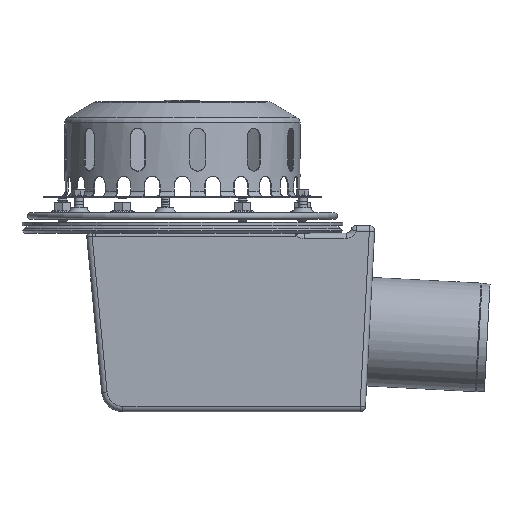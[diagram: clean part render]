
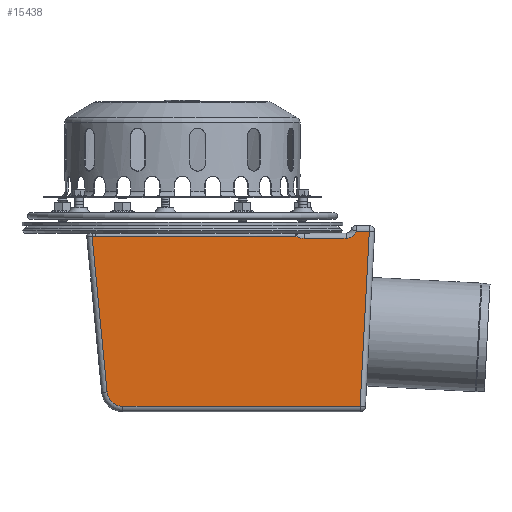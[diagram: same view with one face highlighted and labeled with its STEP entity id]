
A CAD part, front view. The second image highlights one B-rep face of the part: STEP entity #15438.
In plain terms, the highlighted planar face has unit normal (0, -1, 0).
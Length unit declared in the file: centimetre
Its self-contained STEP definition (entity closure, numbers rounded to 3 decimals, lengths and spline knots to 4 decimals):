
#175=B_SPLINE_CURVE_WITH_KNOTS('',3,(#24849,#24850,#24851,#24852,#24853),
 .UNSPECIFIED.,.F.,.F.,(4,1,4),(0.,3.4007,7.9349),
 .UNSPECIFIED.);
#1242=PLANE('',#16809);
#1827=FACE_OUTER_BOUND('',#2847,.T.);
#2847=EDGE_LOOP('',(#11600,#11601,#11602,#11603,#11604,#11605,#11606,#11607,
#11608,#11609,#11610,#11611,#11612,#11613,#11614));
#3737=LINE('',#24800,#4635);
#3738=LINE('',#24804,#4636);
#3739=LINE('',#24815,#4637);
#3740=LINE('',#24817,#4638);
#3747=LINE('',#24835,#4645);
#3748=LINE('',#24839,#4646);
#3749=LINE('',#24841,#4647);
#3750=LINE('',#24843,#4648);
#3751=LINE('',#24847,#4649);
#3752=LINE('',#24854,#4650);
#3753=LINE('',#24856,#4651);
#3754=LINE('',#24857,#4652);
#4635=VECTOR('',#19749,1.);
#4636=VECTOR('',#19754,1.);
#4637=VECTOR('',#19757,1.);
#4638=VECTOR('',#19758,1.);
#4645=VECTOR('',#19775,1.);
#4646=VECTOR('',#19778,1.);
#4647=VECTOR('',#19779,1.);
#4648=VECTOR('',#19780,1.);
#4649=VECTOR('',#19783,1.);
#4650=VECTOR('',#19784,1.);
#4651=VECTOR('',#19785,1.);
#4652=VECTOR('',#19786,1.);
#5641=CIRCLE('',#16810,15.);
#5642=CIRCLE('',#16811,10.);
#6637=VERTEX_POINT('',#24796);
#6638=VERTEX_POINT('',#24798);
#6639=VERTEX_POINT('',#24802);
#6640=VERTEX_POINT('',#24811);
#6642=VERTEX_POINT('',#24814);
#6643=VERTEX_POINT('',#24816);
#6649=VERTEX_POINT('',#24834);
#6650=VERTEX_POINT('',#24836);
#6651=VERTEX_POINT('',#24838);
#6652=VERTEX_POINT('',#24840);
#6653=VERTEX_POINT('',#24842);
#6654=VERTEX_POINT('',#24844);
#6655=VERTEX_POINT('',#24846);
#6656=VERTEX_POINT('',#24848);
#6657=VERTEX_POINT('',#24855);
#8434=EDGE_CURVE('',#6638,#6637,#3737,.T.);
#8436=EDGE_CURVE('',#6639,#6638,#3738,.T.);
#8438=EDGE_CURVE('',#6642,#6640,#3739,.T.);
#8439=EDGE_CURVE('',#6643,#6642,#3740,.T.);
#8448=EDGE_CURVE('',#6649,#6639,#3747,.T.);
#8449=EDGE_CURVE('',#6650,#6649,#5641,.T.);
#8450=EDGE_CURVE('',#6651,#6650,#3748,.T.);
#8451=EDGE_CURVE('',#6652,#6651,#3749,.T.);
#8452=EDGE_CURVE('',#6653,#6652,#3750,.T.);
#8453=EDGE_CURVE('',#6654,#6653,#5642,.T.);
#8454=EDGE_CURVE('',#6655,#6654,#3751,.T.);
#8455=EDGE_CURVE('',#6656,#6655,#175,.T.);
#8456=EDGE_CURVE('',#6643,#6656,#3752,.T.);
#8457=EDGE_CURVE('',#6657,#6640,#3753,.T.);
#8458=EDGE_CURVE('',#6637,#6657,#3754,.T.);
#11600=ORIENTED_EDGE('',*,*,#8448,.F.);
#11601=ORIENTED_EDGE('',*,*,#8449,.F.);
#11602=ORIENTED_EDGE('',*,*,#8450,.F.);
#11603=ORIENTED_EDGE('',*,*,#8451,.F.);
#11604=ORIENTED_EDGE('',*,*,#8452,.F.);
#11605=ORIENTED_EDGE('',*,*,#8453,.F.);
#11606=ORIENTED_EDGE('',*,*,#8454,.F.);
#11607=ORIENTED_EDGE('',*,*,#8455,.F.);
#11608=ORIENTED_EDGE('',*,*,#8456,.F.);
#11609=ORIENTED_EDGE('',*,*,#8439,.T.);
#11610=ORIENTED_EDGE('',*,*,#8438,.T.);
#11611=ORIENTED_EDGE('',*,*,#8457,.F.);
#11612=ORIENTED_EDGE('',*,*,#8458,.F.);
#11613=ORIENTED_EDGE('',*,*,#8434,.F.);
#11614=ORIENTED_EDGE('',*,*,#8436,.F.);
#15438=ADVANCED_FACE('',(#1827),#1242,.T.);
#16809=AXIS2_PLACEMENT_3D('',#24833,#19773,#19774);
#16810=AXIS2_PLACEMENT_3D('',#24837,#19776,#19777);
#16811=AXIS2_PLACEMENT_3D('',#24845,#19781,#19782);
#19749=DIRECTION('',(-0.052,0.,0.999));
#19754=DIRECTION('',(-0.999,0.,-0.052));
#19757=DIRECTION('',(-0.096,0.,0.995));
#19758=DIRECTION('',(-0.999,0.,-0.052));
#19773=DIRECTION('center_axis',(0.,-1.,0.));
#19774=DIRECTION('ref_axis',(1.,0.,0.));
#19775=DIRECTION('',(-0.096,0.,0.995));
#19776=DIRECTION('center_axis',(0.,1.,0.));
#19777=DIRECTION('ref_axis',(0.901,0.,0.434));
#19778=DIRECTION('',(-1.,0.,0.));
#19779=DIRECTION('',(-0.052,0.,-0.999));
#19780=DIRECTION('',(1.,0.,0.));
#19781=DIRECTION('center_axis',(0.,-1.,0.));
#19782=DIRECTION('ref_axis',(0.592,0.,-0.806));
#19783=DIRECTION('',(1.,0.,0.));
#19784=DIRECTION('',(1.,0.,0.));
#19785=DIRECTION('',(1.,0.,0.));
#19786=DIRECTION('',(-0.096,0.,0.995));
#24796=CARTESIAN_POINT('',(-84.4376,-90.,79.3995));
#24798=CARTESIAN_POINT('',(-84.3968,-90.,78.6216));
#24800=CARTESIAN_POINT('',(-84.3968,-90.,78.6216));
#24802=CARTESIAN_POINT('',(-84.3628,-90.,78.6234));
#24804=CARTESIAN_POINT('',(-81.4009,-90.,78.7786));
#24811=CARTESIAN_POINT('',(-81.5186,-90.,80.0004));
#24814=CARTESIAN_POINT('',(-81.5183,-90.,79.9976));
#24815=CARTESIAN_POINT('',(-65.7272,-90.,-83.9996));
#24816=CARTESIAN_POINT('',(-81.4649,-90.,80.0004));
#24817=CARTESIAN_POINT('',(-81.4649,-90.,80.0004));
#24833=CARTESIAN_POINT('Origin',(46.4663,-90.,3.3735));
#24834=CARTESIAN_POINT('',(-70.4914,-90.,-65.4373));
#24835=CARTESIAN_POINT('',(-80.5024,-90.,38.5314));
#24836=CARTESIAN_POINT('',(-55.5604,-90.,-78.9996));
#24837=CARTESIAN_POINT('Origin',(-55.5604,-90.,-63.9996));
#24838=CARTESIAN_POINT('',(166.1362,-90.,-78.9996));
#24839=CARTESIAN_POINT('',(-55.881,-90.,-78.9996));
#24840=CARTESIAN_POINT('',(174.7311,-90.,85.0004));
#24841=CARTESIAN_POINT('',(168.0008,-90.,-43.4222));
#24842=CARTESIAN_POINT('',(162.5394,-90.,85.0004));
#24843=CARTESIAN_POINT('',(113.2331,-90.,85.0004));
#24844=CARTESIAN_POINT('',(153.,-90.,78.0004));
#24845=CARTESIAN_POINT('Origin',(153.,-90.,88.0004));
#24846=CARTESIAN_POINT('',(113.7497,-90.,78.0004));
#24847=CARTESIAN_POINT('',(23.2331,-90.,78.0004));
#24848=CARTESIAN_POINT('',(106.165,-90.,80.0004));
#24849=CARTESIAN_POINT('Ctrl Pts',(106.165,-90.,80.0004));
#24850=CARTESIAN_POINT('Ctrl Pts',(107.1432,-90.,79.4277));
#24851=CARTESIAN_POINT('Ctrl Pts',(109.5928,-90.,78.383));
#24852=CARTESIAN_POINT('Ctrl Pts',(112.2383,-90.,78.0004));
#24853=CARTESIAN_POINT('Ctrl Pts',(113.7497,-90.,78.0004));
#24854=CARTESIAN_POINT('',(102.2331,-90.,80.0004));
#24855=CARTESIAN_POINT('',(-84.4954,-90.,80.0004));
#24856=CARTESIAN_POINT('',(-17.7669,-90.,80.0004));
#24857=CARTESIAN_POINT('',(-80.5024,-90.,38.5314));
